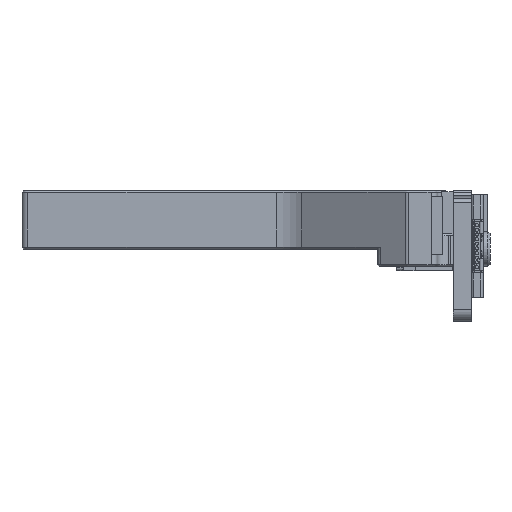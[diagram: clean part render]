
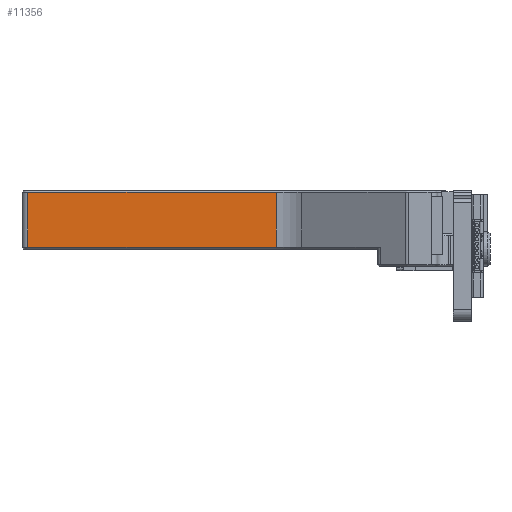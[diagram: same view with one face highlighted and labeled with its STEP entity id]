
A CAD part, left-side view. The second image highlights one B-rep face of the part: STEP entity #11356.
In plain terms, the highlighted planar face has unit normal (-1, 0, 0).
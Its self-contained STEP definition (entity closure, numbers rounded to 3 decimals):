
#3479=LINE('',#49733,#7280);
#3480=LINE('',#49736,#7281);
#3481=LINE('',#49738,#7282);
#3482=LINE('',#49740,#7283);
#7280=VECTOR('',#40480,1.);
#7281=VECTOR('',#40481,1.);
#7282=VECTOR('',#40482,1.);
#7283=VECTOR('',#40483,1.);
#9440=FACE_OUTER_BOUND('',#14628,.T.);
#11356=ADVANCED_FACE('',(#9440),#12810,.F.);
#12810=PLANE('',#33555);
#14628=EDGE_LOOP('',(#21870,#21871,#21872,#21873));
#21870=ORIENTED_EDGE('',*,*,#30314,.T.);
#21871=ORIENTED_EDGE('',*,*,#30315,.T.);
#21872=ORIENTED_EDGE('',*,*,#30316,.T.);
#21873=ORIENTED_EDGE('',*,*,#30317,.T.);
#26306=VERTEX_POINT('',#49734);
#26307=VERTEX_POINT('',#49735);
#26308=VERTEX_POINT('',#49737);
#26309=VERTEX_POINT('',#49739);
#30314=EDGE_CURVE('',#26306,#26307,#3479,.T.);
#30315=EDGE_CURVE('',#26307,#26308,#3480,.T.);
#30316=EDGE_CURVE('',#26308,#26309,#3481,.T.);
#30317=EDGE_CURVE('',#26309,#26306,#3482,.T.);
#33555=AXIS2_PLACEMENT_3D('',#49741,#40484,#40485);
#40480=DIRECTION('',(0.,0.,-1.));
#40481=DIRECTION('',(0.,-1.,0.));
#40482=DIRECTION('',(0.,0.,1.));
#40483=DIRECTION('',(0.,1.,0.));
#40484=DIRECTION('',(1.,0.,0.));
#40485=DIRECTION('',(0.,0.,-1.));
#49733=CARTESIAN_POINT('',(-11.,18.,-5.));
#49734=CARTESIAN_POINT('',(-11.,18.,-0.15));
#49735=CARTESIAN_POINT('',(-11.,18.,-4.85));
#49736=CARTESIAN_POINT('',(-11.,22.5,-4.85));
#49737=CARTESIAN_POINT('',(-11.,-3.314,-4.85));
#49738=CARTESIAN_POINT('',(-11.,-3.314,0.));
#49739=CARTESIAN_POINT('',(-11.,-3.314,-0.15));
#49740=CARTESIAN_POINT('',(-11.,22.5,-0.15));
#49741=CARTESIAN_POINT('',(-11.,22.5,0.));
